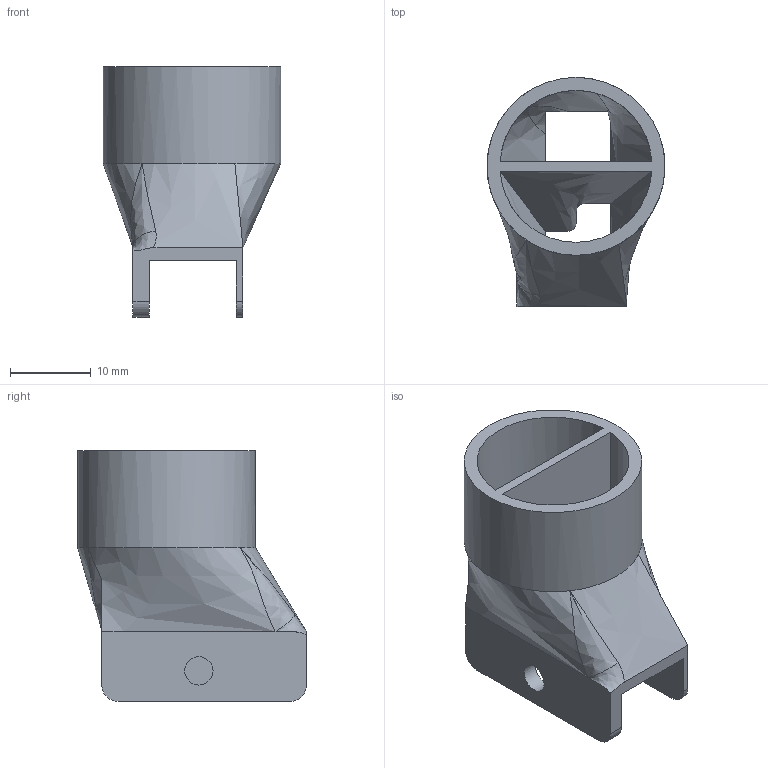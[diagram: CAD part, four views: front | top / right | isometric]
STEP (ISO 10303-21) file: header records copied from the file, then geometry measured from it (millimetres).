
FILE_DESCRIPTION(/* description */ (''),/* implementation_level */ '2;1');
FILE_NAME(/* name */ 'intake.step',/* time_stamp */ '2022-08-10T10:04:49+08:00',/* author */ (''),/* organization */ (''),/* preprocessor_version */ 'ST-DEVELOPER v19',/* originating_system */ 'Autodesk Translation Framework v11.7.0.108',/* authorisation */ '');
FILE_SCHEMA (('AUTOMOTIVE_DESIGN { 1 0 10303 214 3 1 1 }'));
Length unit declared in the file: millimetre
Products named in the file (1): intake
Bounding box: 22 x 28.3 x 31 mm (x, y, z)
Volume: 4065.9 mm3; surface area: 4952.4 mm2
Topology: 1 solids, 1 shells, 53 faces, 155 edges, 100 vertices
Faces by surface type: plane 24, bspline 17, cylinder 12
Full cylindrical faces by diameter (mm): 3.5 x1, 22 x1
Entity records: 2442 total; most frequent: CARTESIAN_POINT 1087, ORIENTED_EDGE 302, DIRECTION 229, EDGE_CURVE 151, VERTEX_POINT 100, LINE 93, VECTOR 93, AXIS2_PLACEMENT_3D 68
